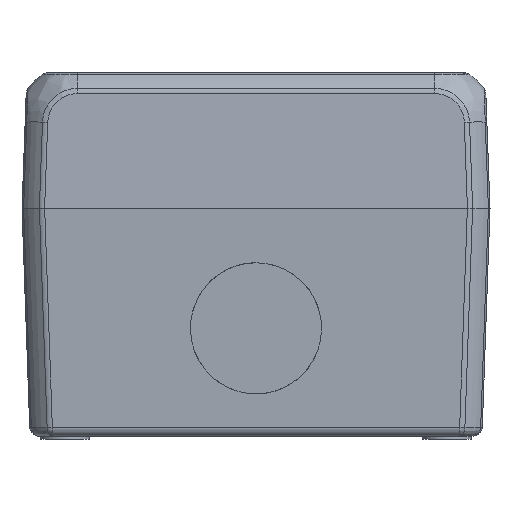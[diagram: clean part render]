
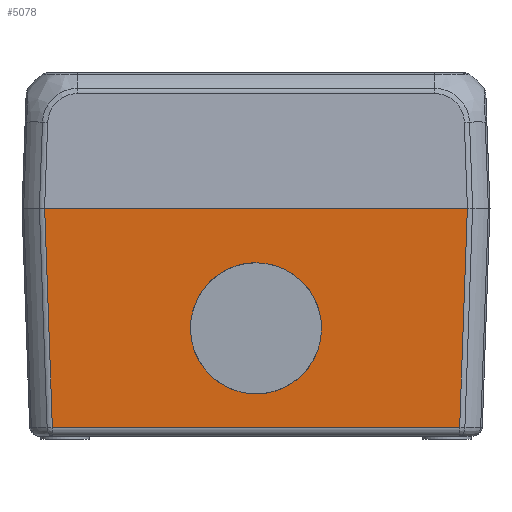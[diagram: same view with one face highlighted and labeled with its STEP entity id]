
A CAD part, front view. The second image highlights one B-rep face of the part: STEP entity #5078.
In plain terms, the highlighted planar face has unit normal (0, -0.999, -0.035).
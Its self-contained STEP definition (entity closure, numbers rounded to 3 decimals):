
#16 = VERTEX_POINT ( 'NONE', #5926 ) ;
#95 = VECTOR ( 'NONE', #4692, 1000. ) ;
#127 = VERTEX_POINT ( 'NONE', #7723 ) ;
#356 = CARTESIAN_POINT ( 'NONE',  ( -21.3, -68.941, 7.35 ) ) ;
#465 = DIRECTION ( 'NONE',  ( 0., 0.035, -0.999 ) ) ;
#508 = DIRECTION ( 'NONE',  ( 0., -0.999, -0.035 ) ) ;
#1036 = DIRECTION ( 'NONE',  ( -1., 0., 0. ) ) ;
#1089 = LINE ( 'NONE', #3034, #8084 ) ;
#1540 = EDGE_LOOP ( 'NONE', ( #5830 ) ) ;
#1697 = DIRECTION ( 'NONE',  ( 0.035, 0.035, -0.999 ) ) ;
#1754 = CARTESIAN_POINT ( 'NONE',  ( -33.073, -68.751, 1.947 ) ) ;
#2270 = ORIENTED_EDGE ( 'NONE', *, *, #2525, .T. ) ;
#2319 = FACE_BOUND ( 'NONE', #1540, .T. ) ;
#2410 = EDGE_LOOP ( 'NONE', ( #4233, #7713, #7440, #2270 ) ) ;
#2525 = EDGE_CURVE ( 'NONE', #3194, #6279, #6714, .T. ) ;
#2915 = CARTESIAN_POINT ( 'NONE',  ( 21.3, -68.941, 7.35 ) ) ;
#2956 = CARTESIAN_POINT ( 'NONE',  ( 0., -69.689, 28.65 ) ) ;
#3034 = CARTESIAN_POINT ( 'NONE',  ( 33.073, -68.751, 1.947 ) ) ;
#3194 = VERTEX_POINT ( 'NONE', #4981 ) ;
#3402 = EDGE_CURVE ( 'NONE', #127, #127, #4999, .T. ) ;
#3502 = CARTESIAN_POINT ( 'NONE',  ( 0., -69.689, 28.65 ) ) ;
#3542 = CARTESIAN_POINT ( 'NONE',  ( 0., -68.941, 7.35 ) ) ;
#3966 = LINE ( 'NONE', #7832, #95 ) ;
#4117 = CARTESIAN_POINT ( 'NONE',  ( 21.3, -69.689, 28.65 ) ) ;
#4186 = CARTESIAN_POINT ( 'NONE',  ( -33.468, -70., 37.5 ) ) ;
#4233 = ORIENTED_EDGE ( 'NONE', *, *, #5793, .F. ) ;
#4352 = CARTESIAN_POINT ( 'NONE',  ( -33.468, -68.7, 0.5 ) ) ;
#4684 = VECTOR ( 'NONE', #1697, 1000. ) ;
#4692 = DIRECTION ( 'NONE',  ( -1., 0., 0. ) ) ;
#4837 = PLANE ( 'NONE',  #5875 ) ;
#4945 = EDGE_CURVE ( 'NONE', #16, #3194, #7849, .T. ) ;
#4981 = CARTESIAN_POINT ( 'NONE',  ( -34.322, -70., 37.5 ) ) ;
#4999 =( BOUNDED_CURVE ( )  B_SPLINE_CURVE ( 3, ( #3502, #4117, #2915, #3542, #356, #5377, #2956 ),
 .UNSPECIFIED., .T., .T. ) 
 B_SPLINE_CURVE_WITH_KNOTS ( ( 4, 3, 4 ),
 ( 0., 3.142, 6.283 ),
 .UNSPECIFIED. ) 
 CURVE ( )  GEOMETRIC_REPRESENTATION_ITEM ( )  RATIONAL_B_SPLINE_CURVE ( ( 1., 0.333, 0.333, 1., 0.333, 0.333, 1. ) ) 
 REPRESENTATION_ITEM ( '' )  );
#5078 = ADVANCED_FACE ( 'NONE', ( #5568, #2319 ), #4837, .T. ) ;
#5377 = CARTESIAN_POINT ( 'NONE',  ( -21.3, -69.689, 28.65 ) ) ;
#5446 = CARTESIAN_POINT ( 'NONE',  ( 33.073, -68.751, 1.947 ) ) ;
#5568 = FACE_OUTER_BOUND ( 'NONE', #2410, .T. ) ;
#5793 = EDGE_CURVE ( 'NONE', #7082, #6279, #3966, .T. ) ;
#5830 = ORIENTED_EDGE ( 'NONE', *, *, #3402, .T. ) ;
#5875 = AXIS2_PLACEMENT_3D ( 'NONE', #4352, #508, #465 ) ;
#5926 = CARTESIAN_POINT ( 'NONE',  ( 34.322, -70., 37.5 ) ) ;
#6000 = DIRECTION ( 'NONE',  ( 0.035, -0.035, 0.999 ) ) ;
#6279 = VERTEX_POINT ( 'NONE', #1754 ) ;
#6370 = EDGE_CURVE ( 'NONE', #7082, #16, #1089, .T. ) ;
#6714 = LINE ( 'NONE', #7248, #4684 ) ;
#7082 = VERTEX_POINT ( 'NONE', #5446 ) ;
#7248 = CARTESIAN_POINT ( 'NONE',  ( -34.322, -70., 37.5 ) ) ;
#7440 = ORIENTED_EDGE ( 'NONE', *, *, #4945, .T. ) ;
#7713 = ORIENTED_EDGE ( 'NONE', *, *, #6370, .T. ) ;
#7723 = CARTESIAN_POINT ( 'NONE',  ( 0., -69.689, 28.65 ) ) ;
#7832 = CARTESIAN_POINT ( 'NONE',  ( -33.468, -68.751, 1.947 ) ) ;
#7849 = LINE ( 'NONE', #4186, #7857 ) ;
#7857 = VECTOR ( 'NONE', #1036, 1000. ) ;
#8084 = VECTOR ( 'NONE', #6000, 1000. ) ;
